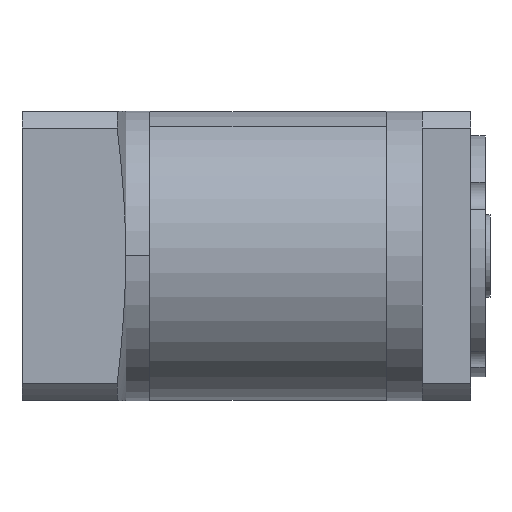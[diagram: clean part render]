
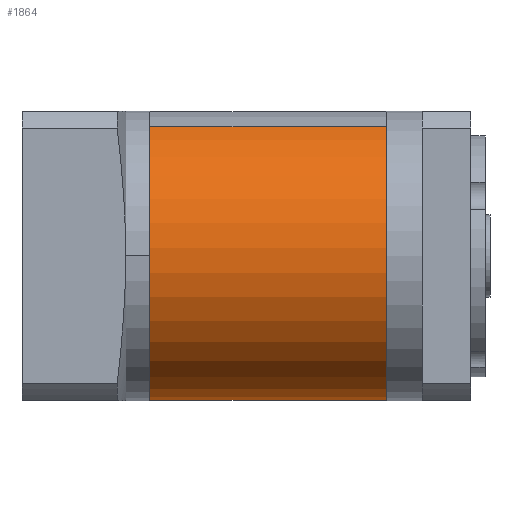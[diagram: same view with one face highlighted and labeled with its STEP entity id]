
A CAD part, top view. The second image highlights one B-rep face of the part: STEP entity #1864.
In plain terms, the highlighted cylindrical face has radius 30 mm (diameter 60 mm), a partial arc.
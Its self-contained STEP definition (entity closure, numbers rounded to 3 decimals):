
#697 = EDGE_CURVE ( 'NONE', #3357, #5571, #2569, .T. ) ;
#824 = DIRECTION ( 'NONE',  ( 0., 1., 0. ) ) ;
#852 = VERTEX_POINT ( 'NONE', #6356 ) ;
#1079 = DIRECTION ( 'NONE',  ( 0., -1., 0. ) ) ;
#1233 = CARTESIAN_POINT ( 'NONE',  ( 0., 49., -30. ) ) ;
#1599 = CARTESIAN_POINT ( 'NONE',  ( 0., 49., 30. ) ) ;
#1823 = LINE ( 'NONE', #1233, #5432 ) ;
#1854 = DIRECTION ( 'NONE',  ( 0., -1., 0. ) ) ;
#1864 = ADVANCED_FACE ( 'NONE', ( #5785 ), #5622, .T. ) ;
#2181 = CIRCLE ( 'NONE', #4440, 30. ) ;
#2409 = VECTOR ( 'NONE', #1079, 1000. ) ;
#2499 = CARTESIAN_POINT ( 'NONE',  ( 0., 49., 30. ) ) ;
#2563 = ORIENTED_EDGE ( 'NONE', *, *, #5089, .F. ) ;
#2565 = DIRECTION ( 'NONE',  ( 0., 0., 1. ) ) ;
#2568 = AXIS2_PLACEMENT_3D ( 'NONE', #5548, #5568, #4042 ) ;
#2569 = LINE ( 'NONE', #1599, #2409 ) ;
#2587 = CARTESIAN_POINT ( 'NONE',  ( 0., 49., 0. ) ) ;
#2604 = DIRECTION ( 'NONE',  ( 0., 1., 0. ) ) ;
#3239 = EDGE_CURVE ( 'NONE', #852, #6063, #1823, .T. ) ;
#3357 = VERTEX_POINT ( 'NONE', #2499 ) ;
#3468 = CARTESIAN_POINT ( 'NONE',  ( 0., 0., 30. ) ) ;
#3858 = DIRECTION ( 'NONE',  ( 0., 0., 1. ) ) ;
#4042 = DIRECTION ( 'NONE',  ( 0., 0., -1. ) ) ;
#4281 = CIRCLE ( 'NONE', #5897, 30. ) ;
#4342 = CARTESIAN_POINT ( 'NONE',  ( 0., 0., 0. ) ) ;
#4440 = AXIS2_PLACEMENT_3D ( 'NONE', #4342, #824, #3858 ) ;
#4903 = EDGE_LOOP ( 'NONE', ( #5226, #2563, #4991, #6074 ) ) ;
#4991 = ORIENTED_EDGE ( 'NONE', *, *, #3239, .T. ) ;
#5089 = EDGE_CURVE ( 'NONE', #852, #3357, #4281, .T. ) ;
#5226 = ORIENTED_EDGE ( 'NONE', *, *, #697, .F. ) ;
#5432 = VECTOR ( 'NONE', #1854, 1000. ) ;
#5548 = CARTESIAN_POINT ( 'NONE',  ( 0., 49., 0. ) ) ;
#5568 = DIRECTION ( 'NONE',  ( 0., -1., 0. ) ) ;
#5571 = VERTEX_POINT ( 'NONE', #3468 ) ;
#5622 = CYLINDRICAL_SURFACE ( 'NONE', #2568, 30. ) ;
#5756 = CARTESIAN_POINT ( 'NONE',  ( 0., 0., -30. ) ) ;
#5785 = FACE_OUTER_BOUND ( 'NONE', #4903, .T. ) ;
#5897 = AXIS2_PLACEMENT_3D ( 'NONE', #2587, #2604, #2565 ) ;
#6063 = VERTEX_POINT ( 'NONE', #5756 ) ;
#6074 = ORIENTED_EDGE ( 'NONE', *, *, #6331, .T. ) ;
#6331 = EDGE_CURVE ( 'NONE', #6063, #5571, #2181, .T. ) ;
#6356 = CARTESIAN_POINT ( 'NONE',  ( 0., 49., -30. ) ) ;
